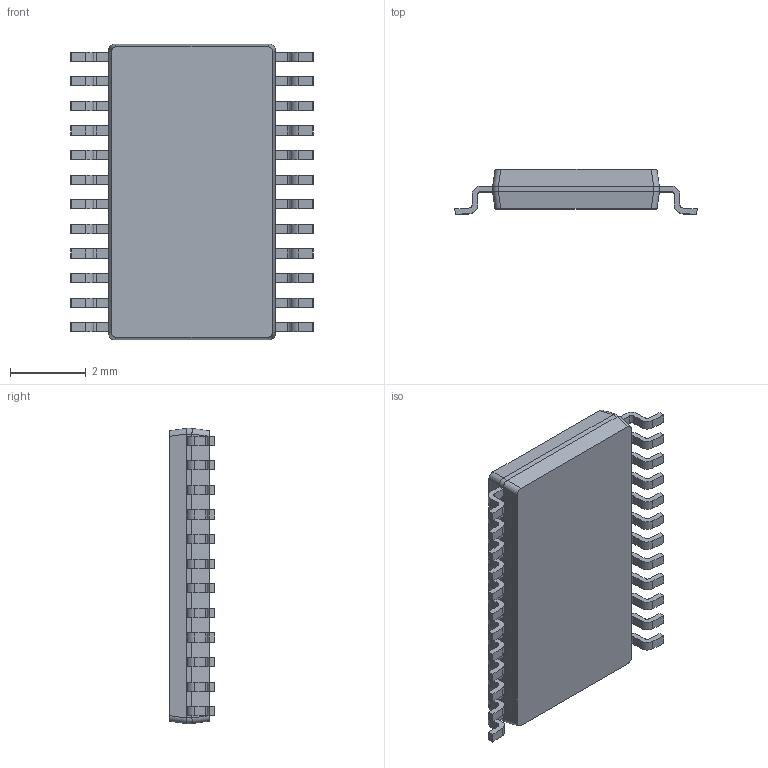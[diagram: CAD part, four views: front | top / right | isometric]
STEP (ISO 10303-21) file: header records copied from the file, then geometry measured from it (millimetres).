
FILE_DESCRIPTION (( 'STEP AP214' ), '1' );
FILE_NAME ('AD7366BRUZ.STEP', '2023-03-17T16:51:45', ( '' ), ( '' ), 'SwSTEP 2.0', 'SolidWorks 2021', '' );
FILE_SCHEMA (( 'AUTOMOTIVE_DESIGN' ));
Length unit declared in the file: millimetre
Products named in the file (1): AD7366BRUZ
Bounding box: 6.4 x 1.2 x 7.8 mm (x, y, z)
Volume: 36.5 mm3; surface area: 120 mm2
Topology: 26 solids, 26 shells, 369 faces, 948 edges, 632 vertices
Faces by surface type: plane 257, cylinder 112
Entity records: 11421 total; most frequent: CARTESIAN_POINT 2046, ORIENTED_EDGE 1896, DIRECTION 1856, EDGE_CURVE 948, VECTOR 716, LINE 716, VERTEX_POINT 632, AXIS2_PLACEMENT_3D 570
